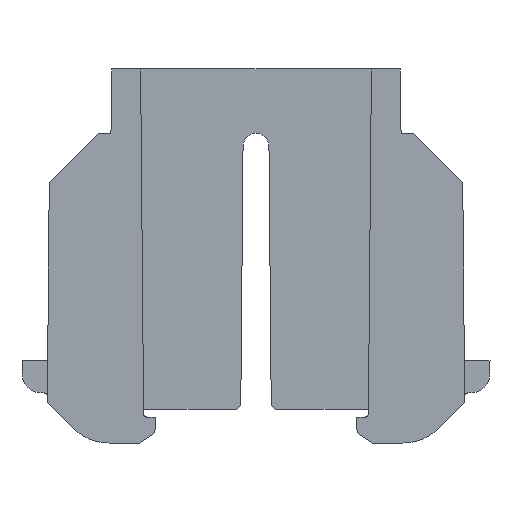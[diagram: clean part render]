
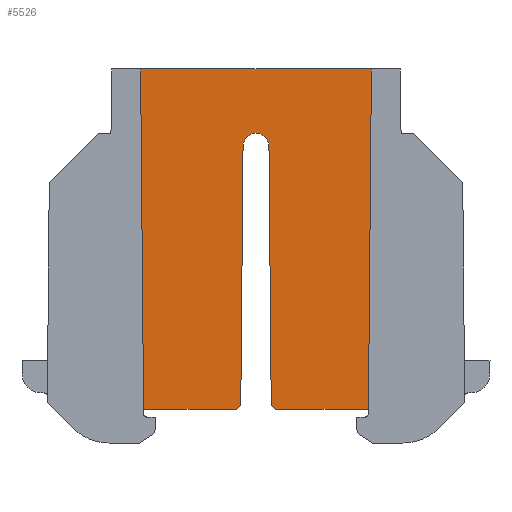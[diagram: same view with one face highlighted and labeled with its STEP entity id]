
A CAD part, front view. The second image highlights one B-rep face of the part: STEP entity #5526.
In plain terms, the highlighted planar face has unit normal (0, -1, 0.009).
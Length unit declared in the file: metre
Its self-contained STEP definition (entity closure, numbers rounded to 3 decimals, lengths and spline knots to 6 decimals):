
#1241=DIRECTION('',(-0.009,0.009,1.));
#1242=VECTOR('',#1241,0.053604);
#1243=CARTESIAN_POINT('',(-0.017505,-0.016617,-0.0436));
#1244=LINE('',#1243,#1242);
#1395=DIRECTION('',(0.009,-0.009,-1.));
#1396=VECTOR('',#1395,0.03993);
#1397=CARTESIAN_POINT('',(0.002018,-0.016255,
-0.002082));
#1398=LINE('',#1397,#1396);
#1402=CARTESIAN_POINT('',(0.,-0.016237,-0.000002));
#1403=CARTESIAN_POINT('',(0.000333,-0.016237,
-0.000015));
#1404=CARTESIAN_POINT('',(0.000861,-0.016239,
-0.000175));
#1405=CARTESIAN_POINT('',(0.001455,-0.016243,
-0.000609));
#1406=CARTESIAN_POINT('',(0.00187,-0.016248,
-0.001215));
#1407=CARTESIAN_POINT('',(0.002015,-0.016253,
-0.001748));
#1408=CARTESIAN_POINT('',(0.002018,-0.016255,
-0.002082));
#1413=CARTESIAN_POINT('',(-0.002018,-0.016255,
-0.002082));
#1414=CARTESIAN_POINT('',(-0.002015,-0.016253,
-0.001748));
#1415=CARTESIAN_POINT('',(-0.00187,-0.016248,
-0.001215));
#1416=CARTESIAN_POINT('',(-0.001455,-0.016243,
-0.000609));
#1417=CARTESIAN_POINT('',(-0.000861,-0.016239,
-0.000175));
#1418=CARTESIAN_POINT('',(-0.000333,-0.016237,
-0.000015));
#1419=CARTESIAN_POINT('',(0.,-0.016237,-0.000002));
#1424=DIRECTION('',(0.009,0.009,1.));
#1425=VECTOR('',#1424,0.03993);
#1426=CARTESIAN_POINT('',(-0.002367,-0.016604,
-0.042009));
#1427=LINE('',#1426,#1425);
#1431=CARTESIAN_POINT('',(-0.003367,-0.016613,-0.043));
#1432=CARTESIAN_POINT('',(-0.003201,-0.016613,-0.043));
#1433=CARTESIAN_POINT('',(-0.002942,-0.016612,
-0.042929));
#1434=CARTESIAN_POINT('',(-0.002648,-0.01661,
-0.042725));
#1435=CARTESIAN_POINT('',(-0.002442,-0.016608,
-0.042433));
#1436=CARTESIAN_POINT('',(-0.002368,-0.016605,
-0.042174));
#1437=CARTESIAN_POINT('',(-0.002367,-0.016604,
-0.042009));
#1442=DIRECTION('',(1.,0.,0.));
#1443=VECTOR('',#1442,0.014133);
#1444=CARTESIAN_POINT('',(-0.0175,-0.016613,-0.043));
#1445=LINE('',#1444,#1443);
#1449=DIRECTION('',(0.009,0.007,1.));
#1450=VECTOR('',#1449,0.0006);
#1451=CARTESIAN_POINT('',(-0.017505,-0.016617,-0.0436));
#1452=LINE('',#1451,#1450);
#1456=DIRECTION('',(-1.,0.,0.));
#1457=VECTOR('',#1456,0.035946);
#1458=CARTESIAN_POINT('',(0.017973,-0.01615,0.01));
#1459=LINE('',#1458,#1457);
#1463=DIRECTION('',(0.009,-0.007,-1.));
#1464=VECTOR('',#1463,0.0006);
#1465=CARTESIAN_POINT('',(0.0175,-0.016613,-0.043));
#1466=LINE('',#1465,#1464);
#1470=DIRECTION('',(1.,0.,0.));
#1471=VECTOR('',#1470,0.014133);
#1472=CARTESIAN_POINT('',(0.003367,-0.016613,-0.043));
#1473=LINE('',#1472,#1471);
#1477=CARTESIAN_POINT('',(0.002367,-0.016604,
-0.042009));
#1478=CARTESIAN_POINT('',(0.002368,-0.016605,
-0.042174));
#1479=CARTESIAN_POINT('',(0.002442,-0.016608,
-0.042433));
#1480=CARTESIAN_POINT('',(0.002648,-0.01661,
-0.042725));
#1481=CARTESIAN_POINT('',(0.002942,-0.016612,
-0.042929));
#1482=CARTESIAN_POINT('',(0.003201,-0.016613,-0.043));
#1483=CARTESIAN_POINT('',(0.003367,-0.016613,-0.043));
#3650=DIRECTION('',(-0.009,-0.009,-1.));
#3651=VECTOR('',#3650,0.053604);
#3652=CARTESIAN_POINT('',(0.017973,-0.01615,0.01));
#3653=LINE('',#3652,#3651);
#4034=CARTESIAN_POINT('',(-0.017505,-0.016617,-0.0436));
#4035=CARTESIAN_POINT('',(-0.0175,-0.016613,-0.043));
#4036=VERTEX_POINT('',#4034);
#4037=VERTEX_POINT('',#4035);
#4081=CARTESIAN_POINT('',(0.002018,-0.016255,
-0.002082));
#4082=CARTESIAN_POINT('',(0.002367,-0.016604,
-0.042009));
#4083=VERTEX_POINT('',#4081);
#4084=VERTEX_POINT('',#4082);
#4089=CARTESIAN_POINT('',(-0.002367,-0.016604,
-0.042009));
#4090=CARTESIAN_POINT('',(-0.002018,-0.016255,
-0.002082));
#4091=VERTEX_POINT('',#4089);
#4092=VERTEX_POINT('',#4090);
#4106=CARTESIAN_POINT('',(0.017973,-0.01615,0.01));
#4108=VERTEX_POINT('',#4106);
#4198=CARTESIAN_POINT('',(0.,-0.016237,-0.000002));
#4200=VERTEX_POINT('',#4198);
#4349=CARTESIAN_POINT('',(0.003367,-0.016613,-0.043));
#4351=VERTEX_POINT('',#4349);
#4353=VERTEX_POINT('',#1431);
#4463=CARTESIAN_POINT('',(0.0175,-0.016613,-0.043));
#4464=VERTEX_POINT('',#4463);
#4513=CARTESIAN_POINT('',(-0.017973,-0.01615,0.01));
#4515=VERTEX_POINT('',#4513);
#4527=CARTESIAN_POINT('',(0.017505,-0.016617,-0.0436));
#4528=VERTEX_POINT('',#4527);
#5497=CARTESIAN_POINT('',(-0.0175,-0.01615,0.01));
#5498=DIRECTION('',(0.,-1.,0.009));
#5499=DIRECTION('',(0.,-0.009,-1.));
#5500=AXIS2_PLACEMENT_3D('',#5497,#5498,#5499);
#5501=PLANE('',#5500);
#5503=ORIENTED_EDGE('',*,*,#5502,.F.);
#5505=ORIENTED_EDGE('',*,*,#5504,.F.);
#5507=ORIENTED_EDGE('',*,*,#5506,.F.);
#5509=ORIENTED_EDGE('',*,*,#5508,.F.);
#5511=ORIENTED_EDGE('',*,*,#5510,.F.);
#5512=ORIENTED_EDGE('',*,*,#5483,.F.);
#5513=ORIENTED_EDGE('',*,*,#5464,.F.);
#5514=ORIENTED_EDGE('',*,*,#5346,.T.);
#5515=ORIENTED_EDGE('',*,*,#5322,.F.);
#5517=ORIENTED_EDGE('',*,*,#5516,.T.);
#5519=ORIENTED_EDGE('',*,*,#5518,.F.);
#5521=ORIENTED_EDGE('',*,*,#5520,.F.);
#5523=ORIENTED_EDGE('',*,*,#5522,.F.);
#5524=EDGE_LOOP('',(#5503,#5505,#5507,#5509,#5511,#5512,#5513,#5514,#5515,#5517,
#5519,#5521,#5523));
#5525=FACE_OUTER_BOUND('',#5524,.F.);
#1409=B_SPLINE_CURVE_WITH_KNOTS('',3,(#1402,#1403,#1404,#1405,#1406,#1407,
#1408),.UNSPECIFIED.,.F.,.F.,(4,1,1,1,4),(0.,0.25,0.5,0.75,1.),
.UNSPECIFIED.);
#1420=B_SPLINE_CURVE_WITH_KNOTS('',3,(#1413,#1414,#1415,#1416,#1417,#1418,
#1419),.UNSPECIFIED.,.F.,.F.,(4,1,1,1,4),(0.,0.25,0.5,0.75,1.),
.UNSPECIFIED.);
#1438=B_SPLINE_CURVE_WITH_KNOTS('',3,(#1431,#1432,#1433,#1434,#1435,#1436,
#1437),.UNSPECIFIED.,.F.,.F.,(4,1,1,1,4),(0.,0.25,0.5,0.75,1.),
.UNSPECIFIED.);
#1484=B_SPLINE_CURVE_WITH_KNOTS('',3,(#1477,#1478,#1479,#1480,#1481,#1482,
#1483),.UNSPECIFIED.,.F.,.F.,(4,1,1,1,4),(0.,0.25,0.5,0.75,1.),
.UNSPECIFIED.);
#5322=EDGE_CURVE('',#4108,#4515,#1459,.T.);
#5346=EDGE_CURVE('',#4036,#4515,#1244,.T.);
#5464=EDGE_CURVE('',#4036,#4037,#1452,.T.);
#5483=EDGE_CURVE('',#4037,#4353,#1445,.T.);
#5502=EDGE_CURVE('',#4083,#4084,#1398,.T.);
#5504=EDGE_CURVE('',#4200,#4083,#1409,.T.);
#5506=EDGE_CURVE('',#4092,#4200,#1420,.T.);
#5508=EDGE_CURVE('',#4091,#4092,#1427,.T.);
#5510=EDGE_CURVE('',#4353,#4091,#1438,.T.);
#5516=EDGE_CURVE('',#4108,#4528,#3653,.T.);
#5518=EDGE_CURVE('',#4464,#4528,#1466,.T.);
#5520=EDGE_CURVE('',#4351,#4464,#1473,.T.);
#5522=EDGE_CURVE('',#4084,#4351,#1484,.T.);
#5526=ADVANCED_FACE('',(#5525),#5501,.T.);
